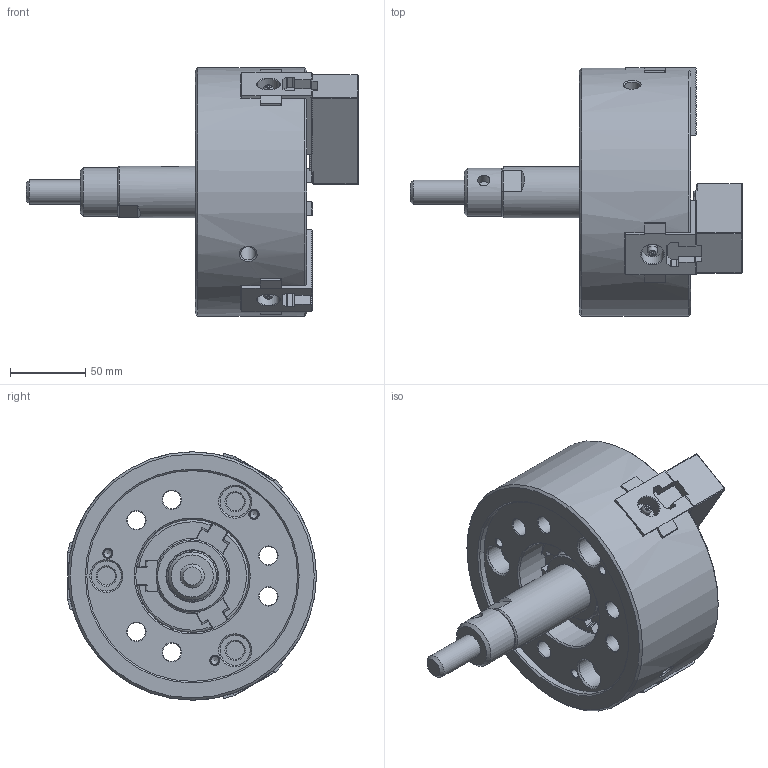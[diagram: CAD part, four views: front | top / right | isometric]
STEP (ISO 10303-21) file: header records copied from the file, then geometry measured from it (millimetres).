
FILE_DESCRIPTION(/* description */ ('Unknown'),/* implementation_level */ '2;1');
FILE_NAME(/* name */ 'N06 solid',/* time_stamp */ '2017-11-15T09:03:23+00:00',/* author */ ('Unknown'),/* organization */ ('Unknown'),/* preprocessor_version */ 'ST-DEVELOPER v16.7',/* originating_system */ 'DEX',/* authorisation */ $);
FILE_SCHEMA (('AUTOMOTIVE_DESIGN {1 0 10303 214 3 1 1}'));
Products named in the file (1): N06
Bounding box: 220.5 x 165.3 x 165 mm (x, y, z)
Volume: 1377986.5 mm3; surface area: 265764.9 mm2
Topology: 14 solids, 14 shells, 1790 faces, 5014 edges, 3258 vertices
Faces by surface type: plane 1352, cylinder 206, cone 147, bspline 50, torus 29, sphere 6
Full cylindrical faces by diameter (mm): 1.5 x6, 1.9 x3, 3 x24, 4.134 x3, 5 x8, 5.188 x3, 5.5 x3, 6 x9, 8 x1, 9.5 x3, 10 x4, 10.6 x2, 11 x2, 12 x9, 13.5 x3, 15 x3, 16 x3, 17 x8, 20 x3, 21 x1, 24 x3, 25 x1, 31.67 x1, 32 x1, 34 x1, 35 x1, 48 x1, 75 x1, 140 x1, 165 x1
Entity records: 57049 total; most frequent: CARTESIAN_POINT 11180, ORIENTED_EDGE 9450, DIRECTION 8815, EDGE_CURVE 4725, LINE 3725, VECTOR 3725, VERTEX_POINT 3189, AXIS2_PLACEMENT_3D 2545
